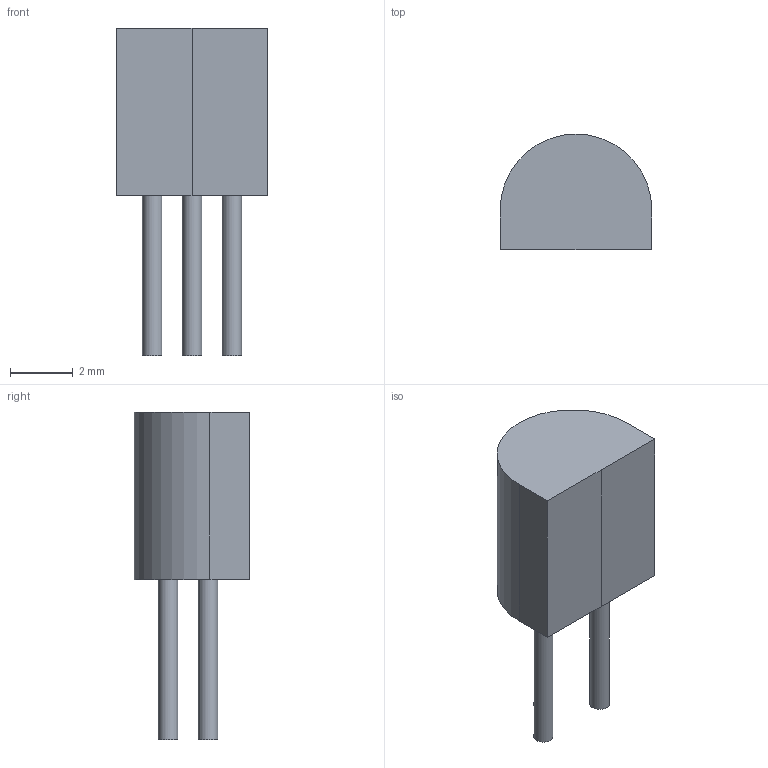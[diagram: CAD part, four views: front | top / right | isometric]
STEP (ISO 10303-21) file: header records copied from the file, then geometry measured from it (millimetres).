
FILE_DESCRIPTION(('FreeCAD Model'),'2;1');
FILE_NAME('1145637.1.4.stp','2022-01-13T02:20:13',( 'Author'),(''),'Open CASCADE STEP processor 6.9','FreeCAD','Unknown' );
FILE_SCHEMA(('AUTOMOTIVE_DESIGN { 1 0 10303 214 1 1 1 1 }'));
Length unit declared in the file: millimetre
Products named in the file (3): ASSEMBLY; Body; Leads
Assembly tree (2 placements, depth 2):
  ASSEMBLY
    Body
    Leads
Bounding box: 4.83 x 3.69 x 10.43 mm (x, y, z)
Volume: 86.1 mm3; surface area: 141.9 mm2
Topology: 4 solids, 5 shells, 17 faces, 24 edges, 16 vertices
Faces by surface type: plane 13, cylinder 4
Full cylindrical faces by diameter (mm): 0.62 x3
Entity records: 804 total; most frequent: CARTESIAN_POINT 126, DIRECTION 124, LINE 62, VECTOR 62, ORIENTED_EDGE 54, PCURVE 52, DEFINITIONAL_REPRESENTATION 52, AXIS2_PLACEMENT_3D 28
